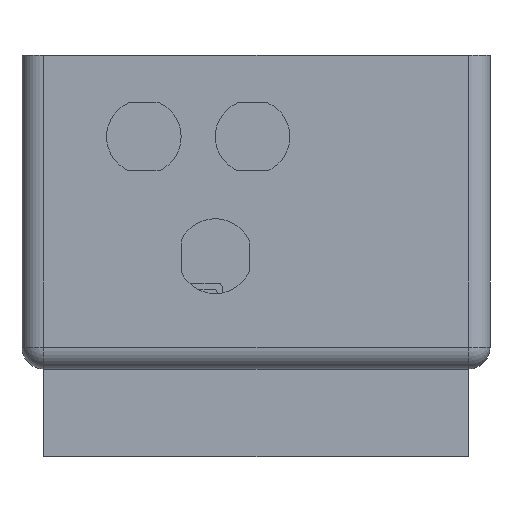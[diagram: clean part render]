
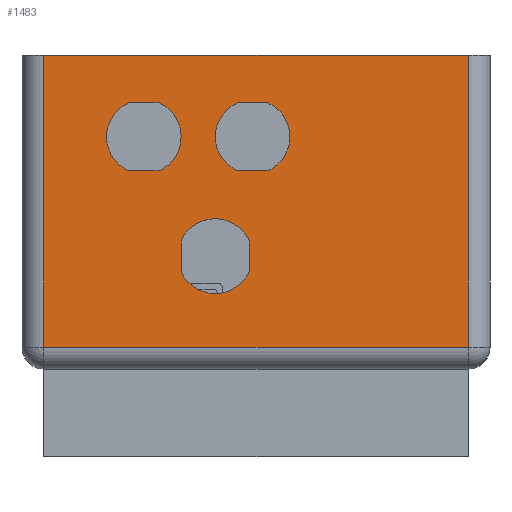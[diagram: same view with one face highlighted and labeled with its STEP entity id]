
A CAD part, left-side view. The second image highlights one B-rep face of the part: STEP entity #1483.
In plain terms, the highlighted planar face has unit normal (-1, 0, 0).
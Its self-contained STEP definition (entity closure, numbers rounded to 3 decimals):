
#990 = EDGE_CURVE('',#991,#993,#995,.T.);
#991 = VERTEX_POINT('',#992);
#992 = CARTESIAN_POINT('',(-41.37,-28.57,40.));
#993 = VERTEX_POINT('',#994);
#994 = CARTESIAN_POINT('',(-41.37,29.6,40.));
#995 = LINE('',#996,#997);
#996 = CARTESIAN_POINT('',(-41.37,-28.57,40.));
#997 = VECTOR('',#998,1.);
#998 = DIRECTION('',(0.,1.,0.));
#1483 = ADVANCED_FACE('',(#1484,#1509,#1545,#1581),#1617,.T.);
#1484 = FACE_BOUND('',#1485,.T.);
#1485 = EDGE_LOOP('',(#1486,#1494,#1502,#1508));
#1486 = ORIENTED_EDGE('',*,*,#1487,.F.);
#1487 = EDGE_CURVE('',#1488,#993,#1490,.T.);
#1488 = VERTEX_POINT('',#1489);
#1489 = CARTESIAN_POINT('',(-41.37,29.6,0.));
#1490 = LINE('',#1491,#1492);
#1491 = CARTESIAN_POINT('',(-41.37,29.6,0.));
#1492 = VECTOR('',#1493,1.);
#1493 = DIRECTION('',(0.,0.,1.));
#1494 = ORIENTED_EDGE('',*,*,#1495,.F.);
#1495 = EDGE_CURVE('',#1496,#1488,#1498,.T.);
#1496 = VERTEX_POINT('',#1497);
#1497 = CARTESIAN_POINT('',(-41.37,-28.57,0.));
#1498 = LINE('',#1499,#1500);
#1499 = CARTESIAN_POINT('',(-41.37,-28.57,0.));
#1500 = VECTOR('',#1501,1.);
#1501 = DIRECTION('',(0.,1.,0.));
#1502 = ORIENTED_EDGE('',*,*,#1503,.T.);
#1503 = EDGE_CURVE('',#1496,#991,#1504,.T.);
#1504 = LINE('',#1505,#1506);
#1505 = CARTESIAN_POINT('',(-41.37,-28.57,0.));
#1506 = VECTOR('',#1507,1.);
#1507 = DIRECTION('',(0.,0.,1.));
#1508 = ORIENTED_EDGE('',*,*,#990,.T.);
#1509 = FACE_BOUND('',#1510,.T.);
#1510 = EDGE_LOOP('',(#1511,#1522,#1530,#1539));
#1511 = ORIENTED_EDGE('',*,*,#1512,.F.);
#1512 = EDGE_CURVE('',#1513,#1515,#1517,.T.);
#1513 = VERTEX_POINT('',#1514);
#1514 = CARTESIAN_POINT('',(-41.37,3.07,33.5));
#1515 = VERTEX_POINT('',#1516);
#1516 = CARTESIAN_POINT('',(-41.37,3.07,24.18));
#1517 = CIRCLE('',#1518,5.1);
#1518 = AXIS2_PLACEMENT_3D('',#1519,#1520,#1521);
#1519 = CARTESIAN_POINT('',(-41.37,0.998,28.84));
#1520 = DIRECTION('',(-1.,0.,0.));
#1521 = DIRECTION('',(0.,-1.,0.));
#1522 = ORIENTED_EDGE('',*,*,#1523,.T.);
#1523 = EDGE_CURVE('',#1513,#1524,#1526,.T.);
#1524 = VERTEX_POINT('',#1525);
#1525 = CARTESIAN_POINT('',(-41.37,-1.1,33.5));
#1526 = LINE('',#1527,#1528);
#1527 = CARTESIAN_POINT('',(-41.37,3.07,33.5));
#1528 = VECTOR('',#1529,1.);
#1529 = DIRECTION('',(0.,-1.,0.));
#1530 = ORIENTED_EDGE('',*,*,#1531,.F.);
#1531 = EDGE_CURVE('',#1532,#1524,#1534,.T.);
#1532 = VERTEX_POINT('',#1533);
#1533 = CARTESIAN_POINT('',(-41.37,-1.1,24.18));
#1534 = CIRCLE('',#1535,5.1);
#1535 = AXIS2_PLACEMENT_3D('',#1536,#1537,#1538);
#1536 = CARTESIAN_POINT('',(-41.37,0.972,28.84));
#1537 = DIRECTION('',(-1.,0.,0.));
#1538 = DIRECTION('',(0.,-1.,0.));
#1539 = ORIENTED_EDGE('',*,*,#1540,.F.);
#1540 = EDGE_CURVE('',#1515,#1532,#1541,.T.);
#1541 = LINE('',#1542,#1543);
#1542 = CARTESIAN_POINT('',(-41.37,3.07,24.18));
#1543 = VECTOR('',#1544,1.);
#1544 = DIRECTION('',(0.,-1.,0.));
#1545 = FACE_BOUND('',#1546,.T.);
#1546 = EDGE_LOOP('',(#1547,#1558,#1566,#1575));
#1547 = ORIENTED_EDGE('',*,*,#1548,.F.);
#1548 = EDGE_CURVE('',#1549,#1551,#1553,.T.);
#1549 = VERTEX_POINT('',#1550);
#1550 = CARTESIAN_POINT('',(-41.37,17.98,33.5));
#1551 = VERTEX_POINT('',#1552);
#1552 = CARTESIAN_POINT('',(-41.37,17.98,24.18));
#1553 = CIRCLE('',#1554,5.1);
#1554 = AXIS2_PLACEMENT_3D('',#1555,#1556,#1557);
#1555 = CARTESIAN_POINT('',(-41.37,15.908,28.84));
#1556 = DIRECTION('',(-1.,0.,0.));
#1557 = DIRECTION('',(0.,-1.,0.));
#1558 = ORIENTED_EDGE('',*,*,#1559,.T.);
#1559 = EDGE_CURVE('',#1549,#1560,#1562,.T.);
#1560 = VERTEX_POINT('',#1561);
#1561 = CARTESIAN_POINT('',(-41.37,13.81,33.5));
#1562 = LINE('',#1563,#1564);
#1563 = CARTESIAN_POINT('',(-41.37,17.98,33.5));
#1564 = VECTOR('',#1565,1.);
#1565 = DIRECTION('',(0.,-1.,0.));
#1566 = ORIENTED_EDGE('',*,*,#1567,.F.);
#1567 = EDGE_CURVE('',#1568,#1560,#1570,.T.);
#1568 = VERTEX_POINT('',#1569);
#1569 = CARTESIAN_POINT('',(-41.37,13.81,24.18));
#1570 = CIRCLE('',#1571,5.1);
#1571 = AXIS2_PLACEMENT_3D('',#1572,#1573,#1574);
#1572 = CARTESIAN_POINT('',(-41.37,15.882,28.84));
#1573 = DIRECTION('',(-1.,0.,0.));
#1574 = DIRECTION('',(0.,-1.,0.));
#1575 = ORIENTED_EDGE('',*,*,#1576,.F.);
#1576 = EDGE_CURVE('',#1551,#1568,#1577,.T.);
#1577 = LINE('',#1578,#1579);
#1578 = CARTESIAN_POINT('',(-41.37,17.98,24.18));
#1579 = VECTOR('',#1580,1.);
#1580 = DIRECTION('',(0.,-1.,0.));
#1581 = FACE_BOUND('',#1582,.T.);
#1582 = EDGE_LOOP('',(#1583,#1594,#1602,#1611));
#1583 = ORIENTED_EDGE('',*,*,#1584,.F.);
#1584 = EDGE_CURVE('',#1585,#1587,#1589,.T.);
#1585 = VERTEX_POINT('',#1586);
#1586 = CARTESIAN_POINT('',(-41.37,1.45,14.56));
#1587 = VERTEX_POINT('',#1588);
#1588 = CARTESIAN_POINT('',(-41.37,10.79,14.56));
#1589 = CIRCLE('',#1590,5.1);
#1590 = AXIS2_PLACEMENT_3D('',#1591,#1592,#1593);
#1591 = CARTESIAN_POINT('',(-41.37,6.12,12.51));
#1592 = DIRECTION('',(-1.,0.,0.));
#1593 = DIRECTION('',(0.,-1.,0.));
#1594 = ORIENTED_EDGE('',*,*,#1595,.T.);
#1595 = EDGE_CURVE('',#1585,#1596,#1598,.T.);
#1596 = VERTEX_POINT('',#1597);
#1597 = CARTESIAN_POINT('',(-41.37,1.45,10.38));
#1598 = LINE('',#1599,#1600);
#1599 = CARTESIAN_POINT('',(-41.37,1.45,14.56));
#1600 = VECTOR('',#1601,1.);
#1601 = DIRECTION('',(0.,0.,-1.));
#1602 = ORIENTED_EDGE('',*,*,#1603,.F.);
#1603 = EDGE_CURVE('',#1604,#1596,#1606,.T.);
#1604 = VERTEX_POINT('',#1605);
#1605 = CARTESIAN_POINT('',(-41.37,10.79,10.38));
#1606 = CIRCLE('',#1607,5.1);
#1607 = AXIS2_PLACEMENT_3D('',#1608,#1609,#1610);
#1608 = CARTESIAN_POINT('',(-41.37,6.12,12.43));
#1609 = DIRECTION('',(-1.,0.,0.));
#1610 = DIRECTION('',(0.,-1.,0.));
#1611 = ORIENTED_EDGE('',*,*,#1612,.F.);
#1612 = EDGE_CURVE('',#1587,#1604,#1613,.T.);
#1613 = LINE('',#1614,#1615);
#1614 = CARTESIAN_POINT('',(-41.37,10.79,14.56));
#1615 = VECTOR('',#1616,1.);
#1616 = DIRECTION('',(0.,0.,-1.));
#1617 = PLANE('',#1618);
#1618 = AXIS2_PLACEMENT_3D('',#1619,#1620,#1621);
#1619 = CARTESIAN_POINT('',(-41.37,-28.57,0.));
#1620 = DIRECTION('',(-1.,0.,0.));
#1621 = DIRECTION('',(0.,1.,0.));
